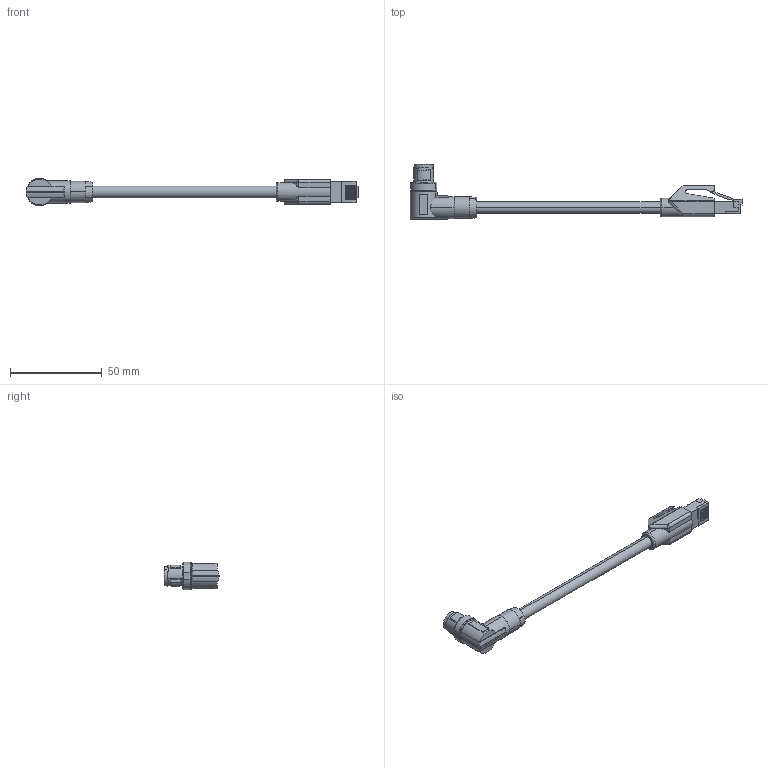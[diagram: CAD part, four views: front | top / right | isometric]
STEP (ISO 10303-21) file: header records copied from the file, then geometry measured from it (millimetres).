
FILE_DESCRIPTION(('SolidDesigner STEP Export'),'2;1');
FILE_NAME('1408758_NBC_MR_0.5_94B_R4AC_SCO_US-select.stp','2013-06-06T14:05:32',(''),(''),'Creo Elements/Direct Modeling STEP processor for AP214 (Solid Model)','Creo Elements/Direct Modeling 18.1 06-May-2012 (C) Parametric Technology GmbH','');
FILE_SCHEMA(('AUTOMOTIVE_DESIGN { 1 0 10303 214 1 1 1 1 }'));
Length unit declared in the file: millimetre
Products named in the file (1): 1408758_NBC_MR_0.5_94B_R4AC_SCO_US-select
Bounding box: 180.9 x 30 x 14.99 mm (x, y, z)
Volume: 14609 mm3; surface area: 7434.5 mm2
Topology: 1 solids, 1 shells, 280 faces, 762 edges, 500 vertices
Faces by surface type: plane 169, cylinder 75, cone 22, bspline 10, sphere 2, torus 2
Entity records: 15035 total; most frequent: CARTESIAN_POINT 6033, ORIENTED_EDGE 1520, DIRECTION 1201, EDGE_CURVE 760, VERTEX_POINT 500, VECTOR 465, LINE 465, AXIS2_PLACEMENT_3D 368
